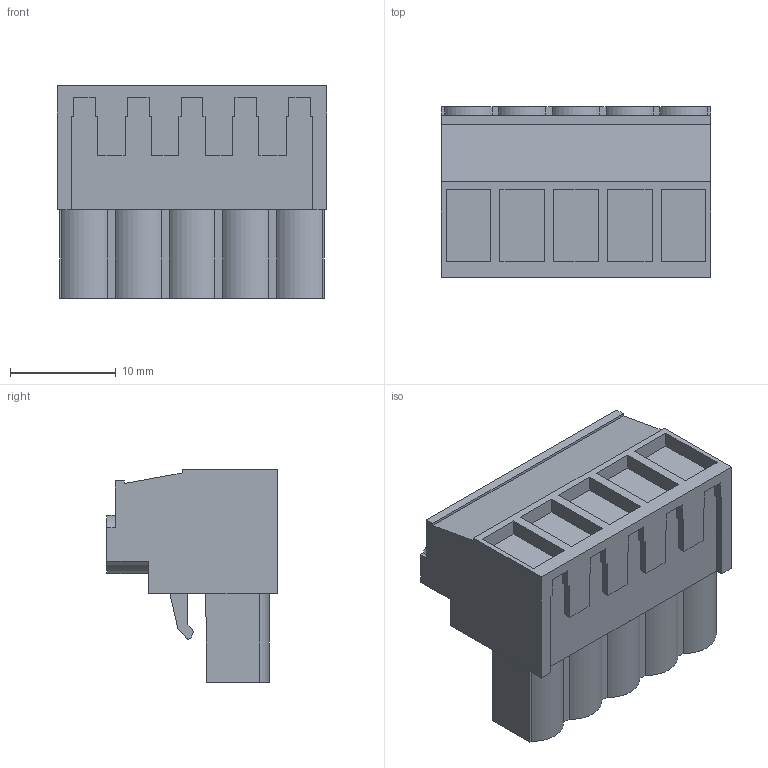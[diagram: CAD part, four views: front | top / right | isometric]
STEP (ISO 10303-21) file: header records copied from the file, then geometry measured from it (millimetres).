
FILE_DESCRIPTION(('CATIA V5 STEP','CAx-IF Rec.Pracs.--- Model Styling and Organization---1.2---2011-12-15'),'2;1');
FILE_NAME ('D1459892_0_1943840000_1943840000.stp','2017-05-22T12:42:46+00:00',('none'),('Weidmueller'),'CATIA Version 5-6 Release 2014','CATIA V5 STEP AP214','none');
FILE_SCHEMA(('AUTOMOTIVE_DESIGN { 1 0 10303 214 1 1 1 1 }'));
Length unit declared in the file: millimetre
Products named in the file (1): 1943840000
Bounding box: 25.4 x 16.1 x 20.05 mm (x, y, z)
Volume: 4751.5 mm3; surface area: 3287.5 mm2
Topology: 6 solids, 6 shells, 360 faces, 1007 edges, 680 vertices
Faces by surface type: plane 311, cylinder 49
Entity records: 11010 total; most frequent: CARTESIAN_POINT 2038, ORIENTED_EDGE 2014, DIRECTION 1546, EDGE_CURVE 1007, VECTOR 889, LINE 889, VERTEX_POINT 680, AXIS2_PLACEMENT_3D 384
